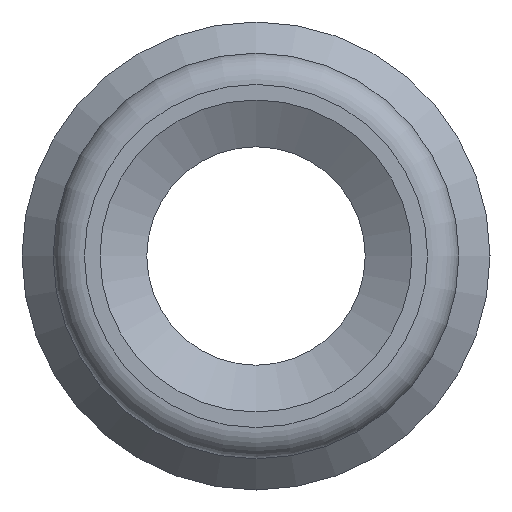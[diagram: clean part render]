
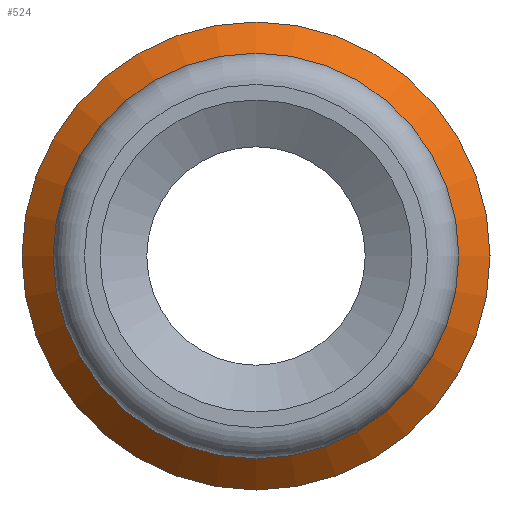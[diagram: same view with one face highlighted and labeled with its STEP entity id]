
A CAD part, left-side view. The second image highlights one B-rep face of the part: STEP entity #524.
In plain terms, the highlighted conical face has half-angle 45 degrees and reference radius 7 mm.
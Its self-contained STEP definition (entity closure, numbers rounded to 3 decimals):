
#470=CARTESIAN_POINT('',(4.25,6.5,0.0));
#471=VERTEX_POINT('',#470);
#472=CARTESIAN_POINT('',(4.25,0.0,0.0));
#473=DIRECTION('',(1.0,0.0,0.0));
#474=DIRECTION('',(0.0,1.0,0.0));
#475=AXIS2_PLACEMENT_3D('',#472,#473,#474);
#476=CIRCLE('',#475,6.5);
#477=EDGE_CURVE('',#471,#471,#476,.T.);
#505=CARTESIAN_POINT('',(4.75,0.0,0.0));
#506=DIRECTION('',(1.0,0.0,0.0));
#507=DIRECTION('',(0.0,1.0,0.0));
#508=AXIS2_PLACEMENT_3D('',#505,#506,#507);
#509=CONICAL_SURFACE('',#508,7.0,45.);
#510=CARTESIAN_POINT('',(5.25,7.5,0.0));
#511=VERTEX_POINT('',#510);
#512=CARTESIAN_POINT('',(5.25,0.0,0.0));
#513=DIRECTION('',(1.0,0.0,0.0));
#514=DIRECTION('',(0.0,1.0,0.0));
#515=AXIS2_PLACEMENT_3D('',#512,#513,#514);
#516=CIRCLE('',#515,7.5);
#517=EDGE_CURVE('',#511,#511,#516,.T.);
#518=ORIENTED_EDGE('',*,*,#517,.F.);
#519=EDGE_LOOP('',(#518));
#520=FACE_OUTER_BOUND('',#519,.T.);
#521=ORIENTED_EDGE('',*,*,#477,.T.);
#522=EDGE_LOOP('',(#521));
#523=FACE_BOUND('',#522,.T.);
#524=ADVANCED_FACE('',(#520,#523),#509,.T.);
